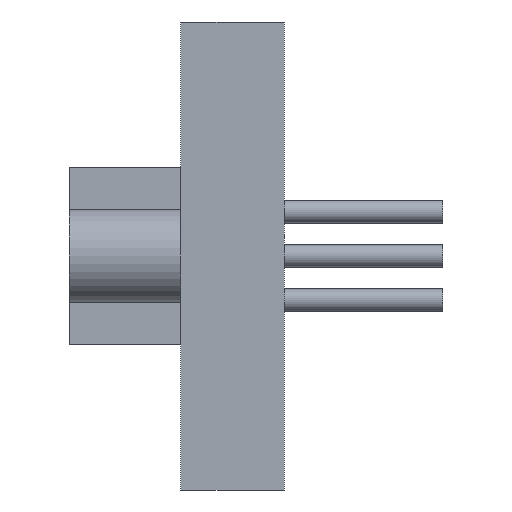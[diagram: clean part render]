
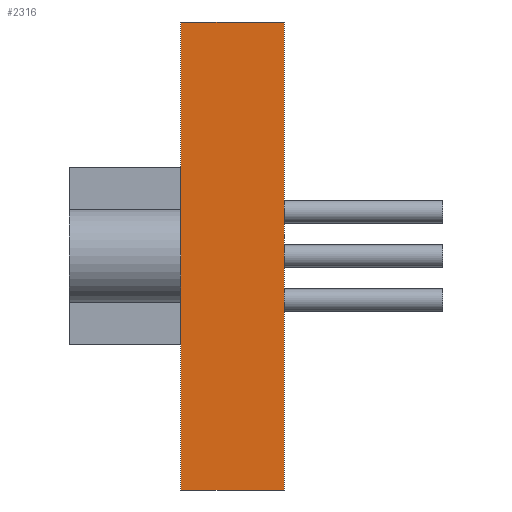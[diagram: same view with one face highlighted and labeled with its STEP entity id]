
A CAD part, left-side view. The second image highlights one B-rep face of the part: STEP entity #2316.
In plain terms, the highlighted planar face has unit normal (-1, 0, 0).
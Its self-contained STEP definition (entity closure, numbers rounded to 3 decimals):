
#5 = DIRECTION ( 'NONE',  ( 0., 0., -1. ) ) ;
#6 = DIRECTION ( 'NONE',  ( 1., 0., 0. ) ) ;
#7 = CARTESIAN_POINT ( 'NONE',  ( -19.7, 4.65, -10.5 ) ) ;
#8 = AXIS2_PLACEMENT_3D ( 'NONE', #7, #6, #5 ) ;
#9 = PLANE ( 'NONE',  #8 ) ;
#10 = FACE_OUTER_BOUND ( 'NONE', #2317, .T. ) ;
#28 = DIRECTION ( 'NONE',  ( 0., -1., 0. ) ) ;
#29 = VECTOR ( 'NONE', #28, 1000. ) ;
#30 = CARTESIAN_POINT ( 'NONE',  ( -19.7, 4.65, 10.5 ) ) ;
#37 = CARTESIAN_POINT ( 'NONE',  ( -19.7, 4.65, 10.5 ) ) ;
#61 = LINE ( 'NONE', #30, #29 ) ;
#209 = DIRECTION ( 'NONE',  ( 0., 0., 1. ) ) ;
#210 = VECTOR ( 'NONE', #209, 1000. ) ;
#211 = CARTESIAN_POINT ( 'NONE',  ( -19.7, 0., -10.5 ) ) ;
#212 = LINE ( 'NONE', #211, #210 ) ;
#213 = DIRECTION ( 'NONE',  ( 0., 0., 1. ) ) ;
#214 = VECTOR ( 'NONE', #213, 1000. ) ;
#231 = CARTESIAN_POINT ( 'NONE',  ( -19.7, 0., 10.5 ) ) ;
#232 = CARTESIAN_POINT ( 'NONE',  ( -19.7, 0., -10.5 ) ) ;
#234 = CARTESIAN_POINT ( 'NONE',  ( -19.7, 4.65, -10.5 ) ) ;
#235 = LINE ( 'NONE', #234, #214 ) ;
#236 = CARTESIAN_POINT ( 'NONE',  ( -19.7, 4.65, -10.5 ) ) ;
#240 = LINE ( 'NONE', #246, #292 ) ;
#246 = CARTESIAN_POINT ( 'NONE',  ( -19.7, 4.65, -10.5 ) ) ;
#291 = DIRECTION ( 'NONE',  ( 0., -1., 0. ) ) ;
#292 = VECTOR ( 'NONE', #291, 1000. ) ;
#2257 = ORIENTED_EDGE ( 'NONE', *, *, #2389, .F. ) ;
#2299 = EDGE_CURVE ( 'NONE', #2334, #2401, #61, .T. ) ;
#2316 = ADVANCED_FACE ( 'NONE', ( #10 ), #9, .F. ) ;
#2317 = EDGE_LOOP ( 'NONE', ( #2370, #2358, #2257, #2412 ) ) ;
#2334 = VERTEX_POINT ( 'NONE', #37 ) ;
#2358 = ORIENTED_EDGE ( 'NONE', *, *, #2299, .F. ) ;
#2370 = ORIENTED_EDGE ( 'NONE', *, *, #2399, .T. ) ;
#2389 = EDGE_CURVE ( 'NONE', #2390, #2334, #235, .T. ) ;
#2390 = VERTEX_POINT ( 'NONE', #236 ) ;
#2399 = EDGE_CURVE ( 'NONE', #2400, #2401, #212, .T. ) ;
#2400 = VERTEX_POINT ( 'NONE', #232 ) ;
#2401 = VERTEX_POINT ( 'NONE', #231 ) ;
#2412 = ORIENTED_EDGE ( 'NONE', *, *, #2413, .T. ) ;
#2413 = EDGE_CURVE ( 'NONE', #2390, #2400, #240, .T. ) ;
